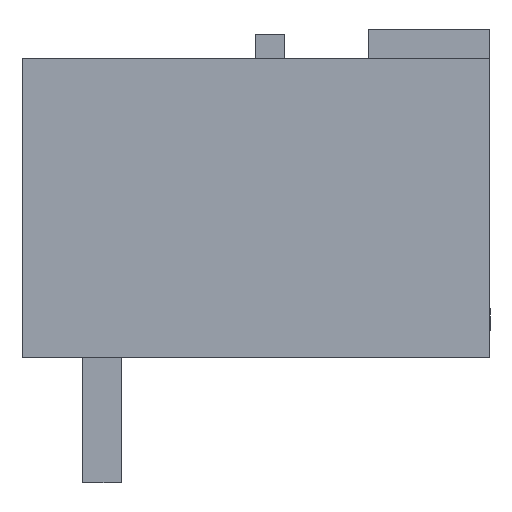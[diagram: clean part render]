
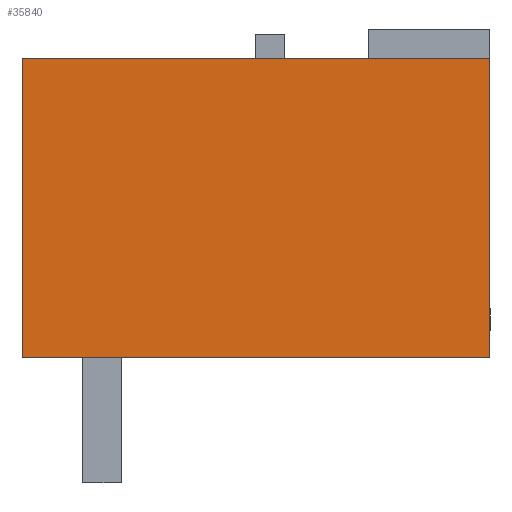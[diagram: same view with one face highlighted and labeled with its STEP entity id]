
A CAD part, left-side view. The second image highlights one B-rep face of the part: STEP entity #35840.
In plain terms, the highlighted planar face has unit normal (-1, 0, 0).
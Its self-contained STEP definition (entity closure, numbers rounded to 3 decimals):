
#35827=AXIS2_PLACEMENT_3D('Plane Axis2P3D',#35824,#35825,#35826) ;
#29730=CARTESIAN_POINT('Vertex',(0.,12.,3.2)) ;
#29733=CARTESIAN_POINT('Line Origine',(0.,12.,7.04)) ;
#29737=CARTESIAN_POINT('Vertex',(0.,12.,10.88)) ;
#30754=CARTESIAN_POINT('Vertex',(0.,0.,10.88)) ;
#30757=CARTESIAN_POINT('Line Origine',(0.,0.,7.04)) ;
#30761=CARTESIAN_POINT('Vertex',(0.,0.,3.2)) ;
#35548=CARTESIAN_POINT('Line Origine',(0.,6.,10.88)) ;
#35824=CARTESIAN_POINT('Axis2P3D Location',(0.,0.,10.88)) ;
#35829=CARTESIAN_POINT('Line Origine',(0.,6.,3.2)) ;
#29734=DIRECTION('Vector Direction',(0.,0.,-1.)) ;
#30758=DIRECTION('Vector Direction',(0.,0.,-1.)) ;
#35549=DIRECTION('Vector Direction',(0.,1.,0.)) ;
#35825=DIRECTION('Axis2P3D Direction',(1.,0.,0.)) ;
#35826=DIRECTION('Axis2P3D XDirection',(0.,0.,-1.)) ;
#35830=DIRECTION('Vector Direction',(0.,1.,0.)) ;
#29735=VECTOR('Line Direction',#29734,1.) ;
#30759=VECTOR('Line Direction',#30758,1.) ;
#35550=VECTOR('Line Direction',#35549,1.) ;
#35831=VECTOR('Line Direction',#35830,1.) ;
#35835=ORIENTED_EDGE('',*,*,#35833,.F.) ;
#35836=ORIENTED_EDGE('',*,*,#30763,.F.) ;
#35837=ORIENTED_EDGE('',*,*,#35552,.T.) ;
#35838=ORIENTED_EDGE('',*,*,#29739,.F.) ;
#35840=ADVANCED_FACE('Body',(#35839),#35828,.F.) ;
#29739=EDGE_CURVE('',#29731,#29738,#29736,.F.) ;
#30763=EDGE_CURVE('',#30755,#30762,#30760,.T.) ;
#35552=EDGE_CURVE('',#30755,#29738,#35551,.T.) ;
#35833=EDGE_CURVE('',#30762,#29731,#35832,.T.) ;
#35834=EDGE_LOOP('',(#35835,#35836,#35837,#35838)) ;
#35839=FACE_OUTER_BOUND('',#35834,.T.) ;
#29736=LINE('Line',#29733,#29735) ;
#30760=LINE('Line',#30757,#30759) ;
#35551=LINE('Line',#35548,#35550) ;
#35832=LINE('Line',#35829,#35831) ;
#35828=PLANE('',#35827) ;
#29731=VERTEX_POINT('',#29730) ;
#29738=VERTEX_POINT('',#29737) ;
#30755=VERTEX_POINT('',#30754) ;
#30762=VERTEX_POINT('',#30761) ;
